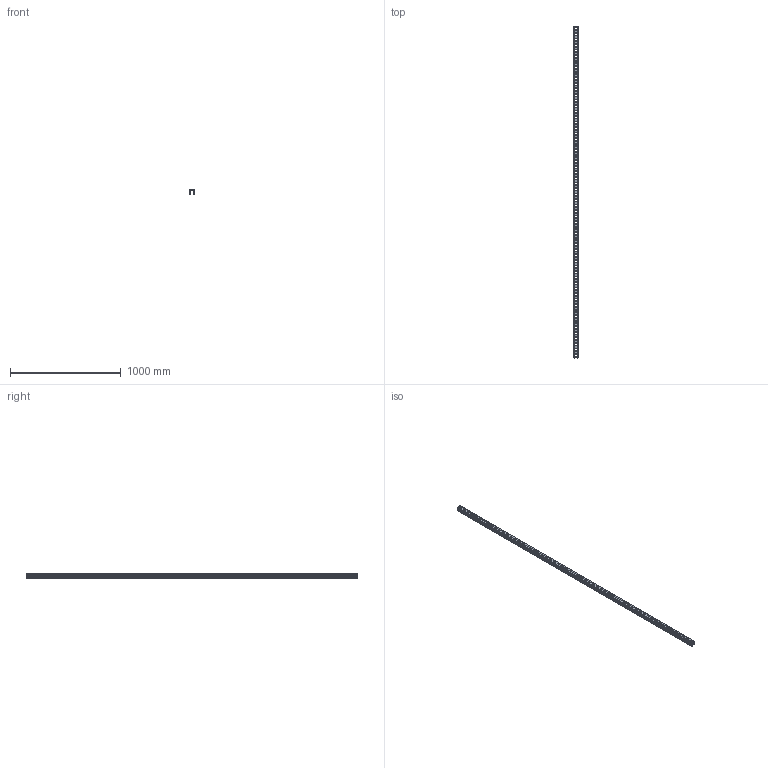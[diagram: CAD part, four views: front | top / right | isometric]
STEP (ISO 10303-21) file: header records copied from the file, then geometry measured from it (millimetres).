
FILE_DESCRIPTION((''),'2;1');
FILE_NAME('640130_PRT','2018-12-05T12:28:53',('tomasz.grudniewski'),(''),'CREO PARAMETRIC BY PTC INC, 2018260','CREO PARAMETRIC BY PTC INC, 2018260','');
FILE_SCHEMA(('CONFIG_CONTROL_DESIGN'));
Length unit declared in the file: millimetre
Products named in the file (1): 640130_PRT
Bounding box: 40 x 3000 x 40 mm (x, y, z)
Volume: 1136277.5 mm3; surface area: 789789.6 mm2
Topology: 1 solids, 1 shells, 358 faces, 956 edges, 600 vertices
Faces by surface type: plane 210, cylinder 148
Entity records: 11338 total; most frequent: DIRECTION 1968, CARTESIAN_POINT 1914, ORIENTED_EDGE 1912, EDGE_CURVE 956, VECTOR 660, LINE 660, AXIS2_PLACEMENT_3D 654, VERTEX_POINT 600
